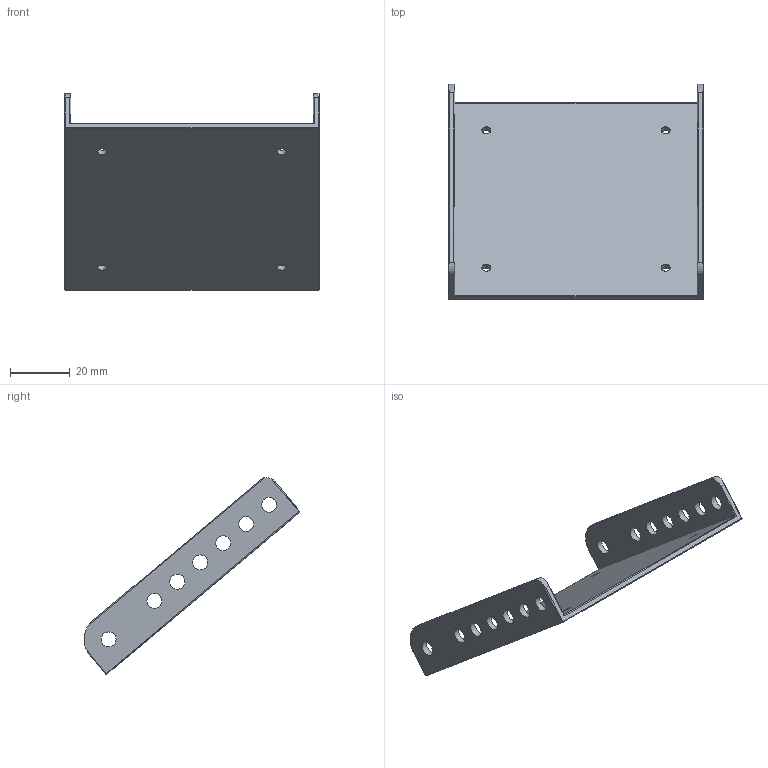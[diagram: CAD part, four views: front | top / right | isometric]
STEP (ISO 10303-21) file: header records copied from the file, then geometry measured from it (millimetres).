
FILE_DESCRIPTION(/* description */ (''),/* implementation_level */ '2;1');
FILE_NAME(/* name */ 'Platine.step',/* time_stamp */ '2024-05-20T19:03:39+02:00',/* author */ (''),/* organization */ (''),/* preprocessor_version */ 'ST-DEVELOPER v20',/* originating_system */ 'Autodesk Translation Framework v12.20.1.177',/* authorisation */ '');
FILE_SCHEMA (('AUTOMOTIVE_DESIGN { 1 0 10303 214 3 1 1 }'));
Length unit declared in the file: millimetre
Products named in the file (1): Sans nom
Bounding box: 85 x 72.09 x 65.73 mm (x, y, z)
Volume: 18687.5 mm3; surface area: 19881.8 mm2
Topology: 1 solids, 1 shells, 60 faces, 154 edges, 96 vertices
Faces by surface type: cylinder 42, plane 10, bspline 4, sphere 4
Full cylindrical faces by diameter (mm): 3 x4, 5 x14
Entity records: 2125 total; most frequent: CARTESIAN_POINT 569, ORIENTED_EDGE 308, DIRECTION 308, EDGE_CURVE 154, AXIS2_PLACEMENT_3D 121, EDGE_LOOP 96, VERTEX_POINT 96, LINE 66
